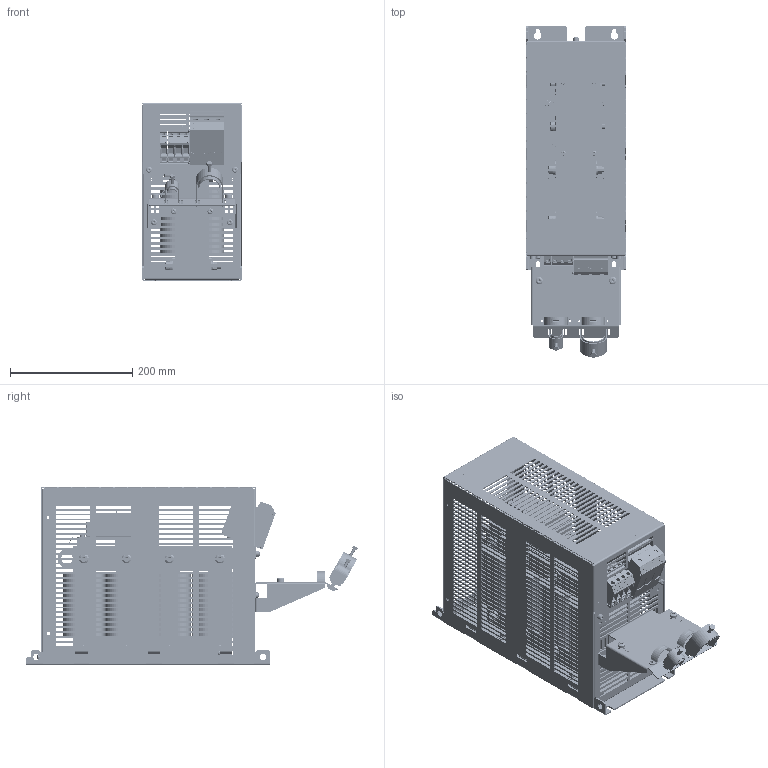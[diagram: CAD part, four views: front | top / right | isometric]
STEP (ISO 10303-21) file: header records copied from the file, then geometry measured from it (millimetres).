
FILE_DESCRIPTION (( 'STEP AP214' ), '1' );
FILE_NAME ('200526 24A STEP.STEP', '2020-05-26T08:10:49', ( '' ), ( '' ), 'SwSTEP 2.0', 'SolidWorks 2018', '' );
FILE_SCHEMA (( 'AUTOMOTIVE_DESIGN' ));
Length unit declared in the file: millimetre
Products named in the file (51): Tx-Schraube M4x6 ISO 14583 4.8 vz_Tx-Schraube M4x6 ISO 14583 4.8 vz; W2^128416; Tx-Schraube M8x85 ISO 14583 4.8 vz_Tx-Schraube M8x85 ISO 14583 4.8 vz; 131781; Tx-Schraube M8x70 ISO 14583 4.8 vz_Tx-Schraube M8x70 ISO 14583 4.8 vz; 128292; 131774; 131782; 128313; 128312; W^128416; 128470; U-Scheibe M6 DIN 9021 140 HV vz_U-Scheibe M6 DIN 9021 140 HV vz; 136580; 131888; 128341; 173406; Kombischraube-Tx M5x10 ISO 14583 4.8 vz_Kombischraube-Tx M5x10 ISO 14583 4.8 vz; PEM Bolzen FH M6x15 10.9 vz_PEM Bolzen FH M6x15 10.9 vz; 128073; 129019; 139228; 211543; 128308; Sperrzahnmutter M6 8 vz ISO 4161_Sperrzahnmutter M6 8 vz ISO 4161; 136770; 125407; 125864; Federring M6 DIN127 vz_Federring M6 DIN127 vz; 128309; Teil1^139228; 128338; 200526 24A STEP; 141398; U-Scheibe M8 DIN125 140 HV vz_U-Scheibe M8 DIN125 140 HV vz; 188768; 136832; 128315; Kombischraube-Tx M6x16 ISO 14583 4.8 vz_Kombischraube-Tx M6x16 ISO 14583 4.8 vz; 139514 ...
Assembly tree (134 placements, depth 4):
  200526 24A STEP
    131774
      131781
        131782
        PEM Bolzen FH M6x15 10.9 vz_PEM Bolzen FH M6x15 10.9 vz  x6
      131797
        131798
        173406  x2
      136580
      141398  x4
      125864  x3
      136832
      136770
      129019  x2
      128416
        128292  x2
        128308  x6
        128309
        W^128416  x3
        W2^128416
        128338  x6
        128312
        128313
        128341  x2
        128315
        88403  x8
        Tx-Schraube M8x70 ISO 14583 4.8 vz_Tx-Schraube M8x70 ISO 14583 4.8 vz  x3
        U-Scheibe M8 DIN125 140 HV vz_U-Scheibe M8 DIN125 140 HV vz  x6
        Tx-Schraube M8x85 ISO 14583 4.8 vz_Tx-Schraube M8x85 ISO 14583 4.8 vz  x5
        Sperrzahnmutter M8 8 vz ISO 4161_Sperrzahnmutter M8 8 vz ISO 4161  x5
        U-Scheibe M10 DIN 9021 140 HV vz_U-Scheibe M10 DIN 9021 140 HV vz  x8
      139228
        128073
        125406  x3
        125407  x2
        Teil1^139228
      139194
      U-Scheibe M6 DIN 9021 140 HV vz_U-Scheibe M6 DIN 9021 140 HV vz  x4
      Tx-Schraube M5x8 ISO 14583 4.8 vz_Tx-Schraube M5x8 ISO 14583 4.8 vz  x4
      Mutter M6 8 vz ISO 4032_Mutter M6 8 vz ISO 4032  x4
      Federring M6 DIN127 vz_Federring M6 DIN127 vz  x4
      Tx-Schraube M4x6 ISO 14583 4.8 vz_Tx-Schraube M4x6 ISO 14583 4.8 vz  x4
      Sperrzahnmutter M6 8 vz ISO 4161_Sperrzahnmutter M6 8 vz ISO 4161  x2
      Kombischraube-Tx M6x16 ISO 14583 4.8 vz_Kombischraube-Tx M6x16 ISO 14583 4.8 vz  x2
      188768  x7
      139514  x2
    131888
    211539
    128470
    211543
    Kombischraube-Tx M5x10 ISO 14583 4.8 vz_Kombischraube-Tx M5x10 ISO 14583 4.8 vz  x3
Bounding box: 165 x 542.9 x 292.1 mm (x, y, z)
Volume: 5078606.2 mm3; surface area: 1773648.3 mm2
Topology: 131 solids, 131 shells, 7794 faces, 20391 edges, 13037 vertices
Faces by surface type: plane 5204, cylinder 1840, cone 352, bspline 238, torus 118, sphere 42
Entity records: 142892 total; most frequent: CARTESIAN_POINT 27461, ORIENTED_EDGE 23072, DIRECTION 21796, EDGE_CURVE 11536, LINE 9296, VECTOR 9296, VERTEX_POINT 7434, AXIS2_PLACEMENT_3D 6250
